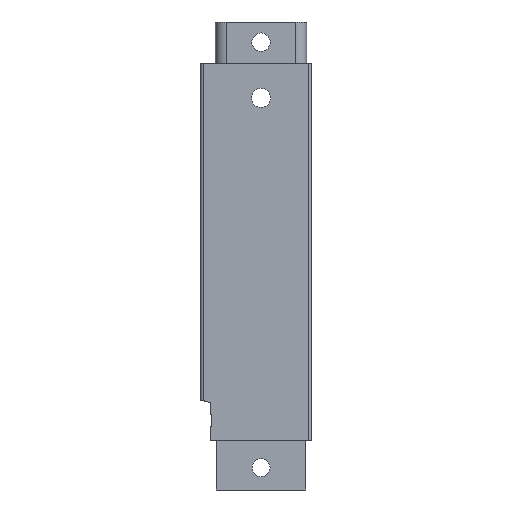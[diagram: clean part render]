
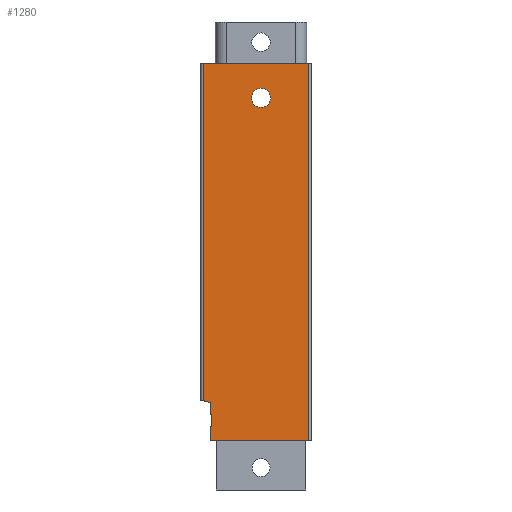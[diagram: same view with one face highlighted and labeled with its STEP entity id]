
A CAD part, left-side view. The second image highlights one B-rep face of the part: STEP entity #1280.
In plain terms, the highlighted planar face has unit normal (-1, 0, 0).
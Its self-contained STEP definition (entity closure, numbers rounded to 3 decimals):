
#72=LINE('',#1922,#194);
#73=LINE('',#1925,#195);
#74=LINE('',#1927,#196);
#75=LINE('',#1929,#197);
#76=LINE('',#1931,#198);
#77=LINE('',#1933,#199);
#78=LINE('',#1935,#200);
#79=LINE('',#1937,#201);
#80=LINE('',#1939,#202);
#81=LINE('',#1941,#203);
#194=VECTOR('',#1524,1000.);
#195=VECTOR('',#1525,1000.);
#196=VECTOR('',#1526,1000.);
#197=VECTOR('',#1527,1000.);
#198=VECTOR('',#1528,1000.);
#199=VECTOR('',#1529,1000.);
#200=VECTOR('',#1530,1000.);
#201=VECTOR('',#1531,1000.);
#202=VECTOR('',#1532,1000.);
#203=VECTOR('',#1533,1000.);
#316=ORIENTED_EDGE('',*,*,#686,.F.);
#317=ORIENTED_EDGE('',*,*,#687,.F.);
#318=ORIENTED_EDGE('',*,*,#688,.F.);
#319=ORIENTED_EDGE('',*,*,#689,.F.);
#320=ORIENTED_EDGE('',*,*,#690,.F.);
#321=ORIENTED_EDGE('',*,*,#691,.T.);
#322=ORIENTED_EDGE('',*,*,#692,.F.);
#323=ORIENTED_EDGE('',*,*,#693,.F.);
#324=ORIENTED_EDGE('',*,*,#694,.T.);
#325=ORIENTED_EDGE('',*,*,#695,.F.);
#326=ORIENTED_EDGE('',*,*,#696,.F.);
#686=EDGE_CURVE('',#871,#871,#998,.F.);
#687=EDGE_CURVE('',#872,#873,#72,.F.);
#688=EDGE_CURVE('',#874,#872,#73,.T.);
#689=EDGE_CURVE('',#875,#874,#74,.T.);
#690=EDGE_CURVE('',#876,#875,#75,.T.);
#691=EDGE_CURVE('',#876,#877,#76,.T.);
#692=EDGE_CURVE('',#878,#877,#77,.T.);
#693=EDGE_CURVE('',#879,#878,#78,.T.);
#694=EDGE_CURVE('',#879,#880,#79,.T.);
#695=EDGE_CURVE('',#881,#880,#80,.T.);
#696=EDGE_CURVE('',#873,#881,#81,.T.);
#871=VERTEX_POINT('',#1921);
#872=VERTEX_POINT('',#1923);
#873=VERTEX_POINT('',#1924);
#874=VERTEX_POINT('',#1926);
#875=VERTEX_POINT('',#1928);
#876=VERTEX_POINT('',#1930);
#877=VERTEX_POINT('',#1932);
#878=VERTEX_POINT('',#1934);
#879=VERTEX_POINT('',#1936);
#880=VERTEX_POINT('',#1938);
#881=VERTEX_POINT('',#1940);
#998=CIRCLE('',#1381,4.25);
#1051=EDGE_LOOP('',(#316));
#1052=EDGE_LOOP('',(#317,#318,#319,#320,#321,#322,#323,#324,#325,#326));
#1145=FACE_BOUND('',#1051,.T.);
#1146=FACE_BOUND('',#1052,.T.);
#1239=PLANE('',#1380);
#1280=ADVANCED_FACE('',(#1145,#1146),#1239,.F.);
#1380=AXIS2_PLACEMENT_3D('',#1919,#1520,#1521);
#1381=AXIS2_PLACEMENT_3D('',#1920,#1522,#1523);
#1520=DIRECTION('',(1.,0.,0.));
#1521=DIRECTION('',(0.,0.,-1.));
#1522=DIRECTION('',(1.,0.,0.));
#1523=DIRECTION('',(0.,0.,-1.));
#1524=DIRECTION('',(0.,-1.,0.));
#1525=DIRECTION('',(0.,0.,1.));
#1526=DIRECTION('',(0.,-1.,0.));
#1527=DIRECTION('',(0.,0.,1.));
#1528=DIRECTION('',(0.,-1.,0.));
#1529=DIRECTION('',(0.,0.,-1.));
#1530=DIRECTION('',(0.,-1.,0.));
#1531=DIRECTION('',(0.,0.,-1.));
#1532=DIRECTION('',(0.,0.966,0.259));
#1533=DIRECTION('',(0.,0.,1.));
#1919=CARTESIAN_POINT('',(-7.5,25.8,190.5));
#1920=CARTESIAN_POINT('',(-7.5,0.,175.));
#1921=CARTESIAN_POINT('',(-7.5,0.,170.75));
#1922=CARTESIAN_POINT('',(-7.5,12.572,33.784));
#1923=CARTESIAN_POINT('',(-7.5,22.3,33.784));
#1924=CARTESIAN_POINT('',(-7.5,22.5,33.784));
#1925=CARTESIAN_POINT('',(-7.5,22.3,190.5));
#1926=CARTESIAN_POINT('',(-7.5,22.3,28.216));
#1927=CARTESIAN_POINT('',(-7.5,12.572,28.216));
#1928=CARTESIAN_POINT('',(-7.5,22.5,28.216));
#1929=CARTESIAN_POINT('',(-7.5,22.5,190.5));
#1930=CARTESIAN_POINT('',(-7.5,22.5,22.));
#1931=CARTESIAN_POINT('',(-7.5,25.8,22.));
#1932=CARTESIAN_POINT('',(-7.5,-21.3,22.));
#1933=CARTESIAN_POINT('',(-7.5,-21.3,190.5));
#1934=CARTESIAN_POINT('',(-7.5,-21.3,190.5));
#1935=CARTESIAN_POINT('',(-7.5,25.8,190.5));
#1936=CARTESIAN_POINT('',(-7.5,25.8,190.5));
#1937=CARTESIAN_POINT('',(-7.5,25.8,190.5));
#1938=CARTESIAN_POINT('',(-7.5,25.8,39.884));
#1939=CARTESIAN_POINT('',(-7.5,63.454,49.974));
#1940=CARTESIAN_POINT('',(-7.5,22.5,39.));
#1941=CARTESIAN_POINT('',(-7.5,22.5,190.5));
